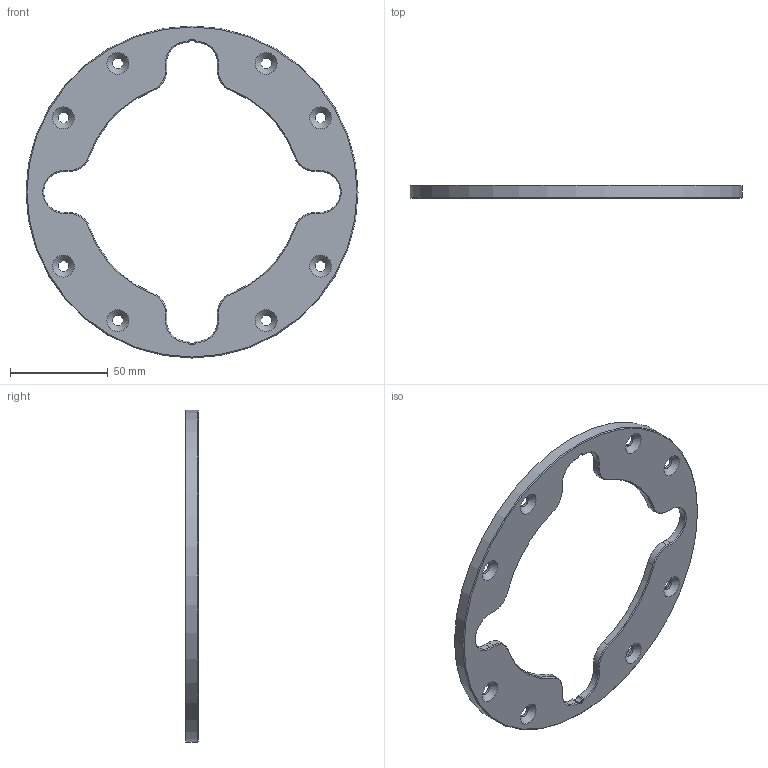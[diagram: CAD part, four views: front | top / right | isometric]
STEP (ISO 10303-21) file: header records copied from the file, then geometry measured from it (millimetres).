
FILE_DESCRIPTION(/* description */ (''),/* implementation_level */ '2;1');
FILE_NAME(/* name */ 'Clamp Ring.stp',/* time_stamp */ '2024-11-22T10:28:34-05:00',/* author */ ('mayhe'),/* organization */ (''),/* preprocessor_version */ 'ST-DEVELOPER v20',/* originating_system */ 'Autodesk Inventor 2025',/* authorisation */ '');
FILE_SCHEMA (('AUTOMOTIVE_DESIGN { 1 0 10303 214 3 1 1 }'));
Length unit declared in the file: millimetre
Products named in the file (1): Clamp Ring
Bounding box: 170 x 6.5 x 170 mm (x, y, z)
Volume: 48676.4 mm3; surface area: 28587.2 mm2
Topology: 1 solids, 1 shells, 86 faces, 209 edges, 126 vertices
Faces by surface type: cylinder 30, cone 29, plane 27
Full cylindrical faces by diameter (mm): 5.5 x8, 161 x1, 170 x1
Entity records: 2586 total; most frequent: DIRECTION 469, CARTESIAN_POINT 434, ORIENTED_EDGE 418, EDGE_CURVE 209, AXIS2_PLACEMENT_3D 177, VERTEX_POINT 126, LINE 115, VECTOR 115
